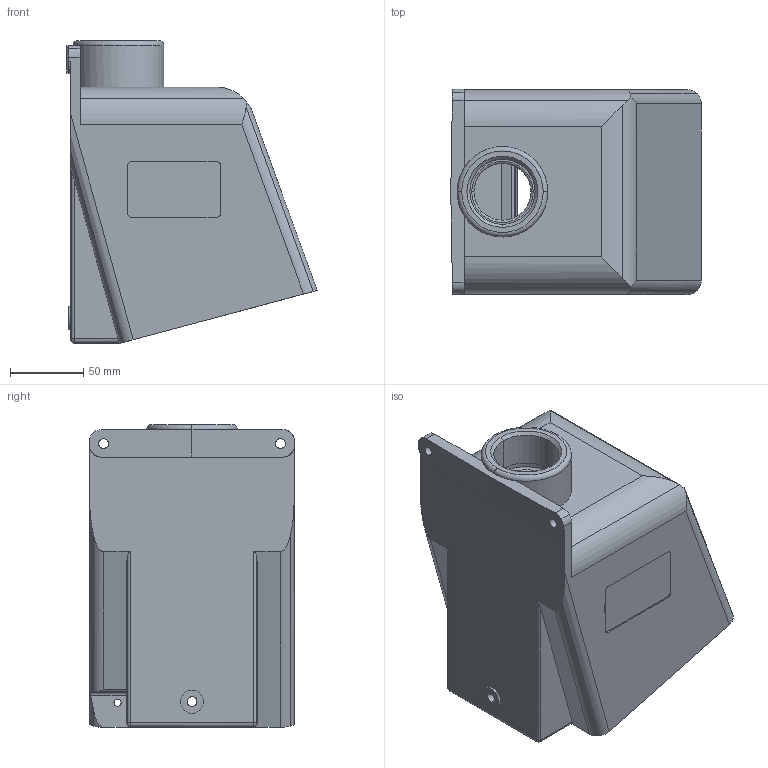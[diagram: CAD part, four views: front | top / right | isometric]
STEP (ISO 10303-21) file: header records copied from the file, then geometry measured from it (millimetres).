
FILE_DESCRIPTION (( 'STEP AP203' ), '1' );
FILE_NAME ('BB1001WA.step', '2022-08-17T20:08:21', ( '' ), ( '' ), 'SwSTEP 2.0', 'SolidWorks 2021', '' );
FILE_SCHEMA (( 'CONFIG_CONTROL_DESIGN' ));
Length unit declared in the file: inch
Products named in the file (1): BB1001WA
Bounding box: 170.89 x 139.7 x 206.5 mm (x, y, z)
Volume: 568720.6 mm3; surface area: 227903.8 mm2
Topology: 4 solids, 4 shells, 534 faces, 1443 edges, 950 vertices
Faces by surface type: plane 246, bspline 143, cylinder 133, torus 10, cone 2
Entity records: 17666 total; most frequent: CARTESIAN_POINT 5242, ORIENTED_EDGE 2882, DIRECTION 2026, EDGE_CURVE 1441, VERTEX_POINT 950, LINE 862, VECTOR 862, AXIS2_PLACEMENT_3D 582
